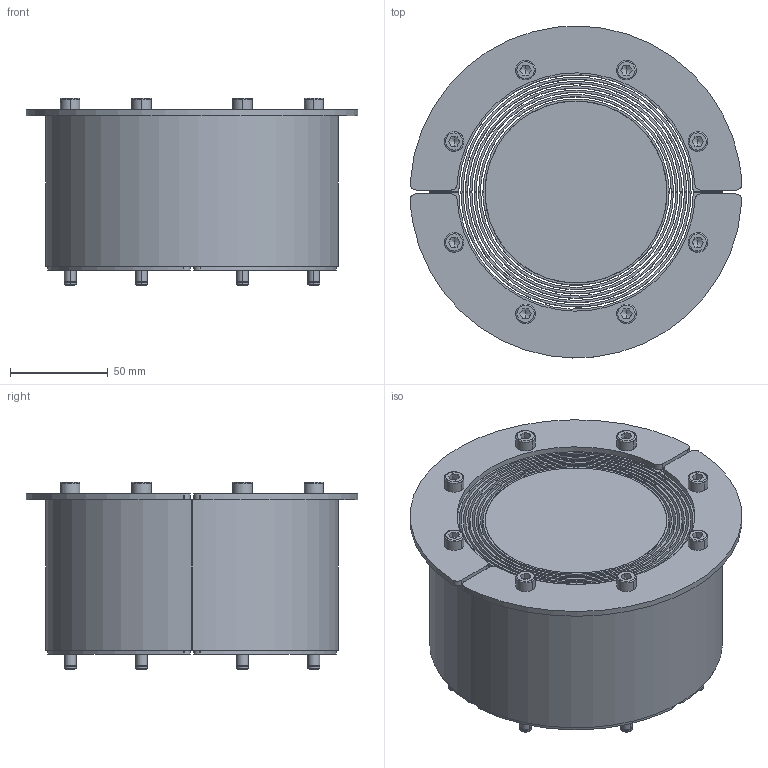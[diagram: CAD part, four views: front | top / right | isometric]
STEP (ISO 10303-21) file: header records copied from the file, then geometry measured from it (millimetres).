
FILE_DESCRIPTION((''),'2;1');
FILE_NAME('RS150.stp','2009-08-14T11:19:26',('JE BOHLIN'),('Roxtec International AB'),'Mechanical Desktop 2005','Mechanical Desktop 2005',', , ');
FILE_SCHEMA(('CONFIG_CONTROL_DESIGN'));
Length unit declared in the file: millimetre
Products named in the file (8): RS150; HALF; FRONT; REAR ; RUBBER; HEXAGON SOCKET HEAD CAP SCREW - ISO 4762 - M6X60; CORE; DIN912_MC6S_M6x90
Assembly tree (12 placements, depth 3):
  RS150
    HALF  x2
      FRONT
      REAR 
      RUBBER
      HEXAGON SOCKET HEAD CAP SCREW - ISO 4762 - M6X60
    CORE
    DIN912_MC6S_M6x90
Bounding box: 169.8 x 169.96 x 96 mm (x, y, z)
Surface area: 499315.5 mm2 (no closed solid volume)
Topology: 0 solids, 0 shells, 456 faces, 2228 edges, 2214 vertices
Faces by surface type: bspline 456
Entity records: 7196 total; most frequent: CARTESIAN_POINT 5075, COMPOSITE_CURVE_SEGMENT 698, QUASI_UNIFORM_CURVE 521, PCURVE 297, CURVE_BOUNDED_SURFACE 142, OUTER_BOUNDARY_CURVE 140, QUASI_UNIFORM_SURFACE 48, DIRECTION 26
